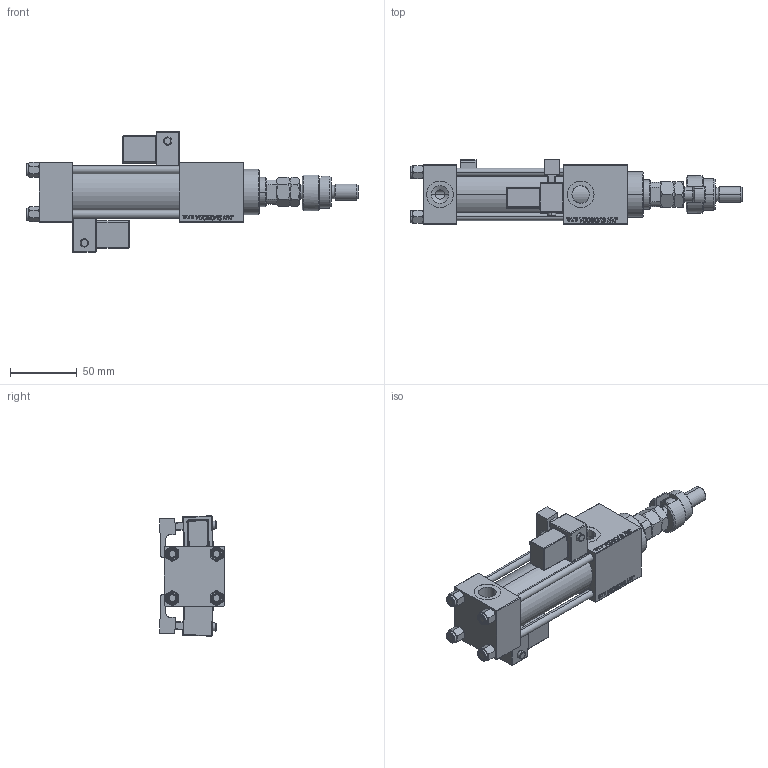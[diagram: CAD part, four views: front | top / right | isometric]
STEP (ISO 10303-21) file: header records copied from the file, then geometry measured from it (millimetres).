
FILE_DESCRIPTION (( 'STEP AP203' ), '1' );
FILE_NAME ('a5c0.STEP', '2022-04-14T18:36:51', ( '' ), ( '' ), 'SwSTEP 2.0', 'SolidWorks 2019', '' );
FILE_SCHEMA (( 'CONFIG_CONTROL_DESIGN' ));
Length unit declared in the file: millimetre
Products named in the file (10): V215_VC_A 6ee045b7925a22d03d2166f5cb6ac7b8; a5c0; MFA 6ee045b7925a22d03d2166f5cb6ac7b8; NUT_M5_C 6ee045b7925a22d03d2166f5cb6ac7b8; FEMALE_PART_FOR_DFA 6ee045b7925a22d03d2166f5cb6ac7b8; V215CR_MSU 6ee045b7925a22d03d2166f5cb6ac7b8; V215CR_C_Body 6ee045b7925a22d03d2166f5cb6ac7b8; V215CR_VCP_C 6ee045b7925a22d03d2166f5cb6ac7b8; V215CR_C_TYCINKA 6ee045b7925a22d03d2166f5cb6ac7b8; DFA 6ee045b7925a22d03d2166f5cb6ac7b8
Assembly tree (16 placements, depth 3):
  a5c0
    V215CR_C_Body 6ee045b7925a22d03d2166f5cb6ac7b8
    V215CR_VCP_C 6ee045b7925a22d03d2166f5cb6ac7b8
    NUT_M5_C 6ee045b7925a22d03d2166f5cb6ac7b8  x4
    V215CR_C_TYCINKA 6ee045b7925a22d03d2166f5cb6ac7b8  x4
    V215_VC_A 6ee045b7925a22d03d2166f5cb6ac7b8
    DFA 6ee045b7925a22d03d2166f5cb6ac7b8
      FEMALE_PART_FOR_DFA 6ee045b7925a22d03d2166f5cb6ac7b8
      MFA 6ee045b7925a22d03d2166f5cb6ac7b8
    V215CR_MSU 6ee045b7925a22d03d2166f5cb6ac7b8  x2
Bounding box: 249 x 48.72 x 90.31 mm (x, y, z)
Volume: 292923.2 mm3; surface area: 101624 mm2
Topology: 15 solids, 15 shells, 1396 faces, 3439 edges, 2177 vertices
Faces by surface type: plane 617, bspline 392, cone 176, cylinder 163, torus 24, sphere 24
Entity records: 55424 total; most frequent: CARTESIAN_POINT 28201, ORIENTED_EDGE 5976, DIRECTION 4106, EDGE_CURVE 2988, VERTEX_POINT 1933, VECTOR 1758, LINE 1758, EDGE_LOOP 1333
